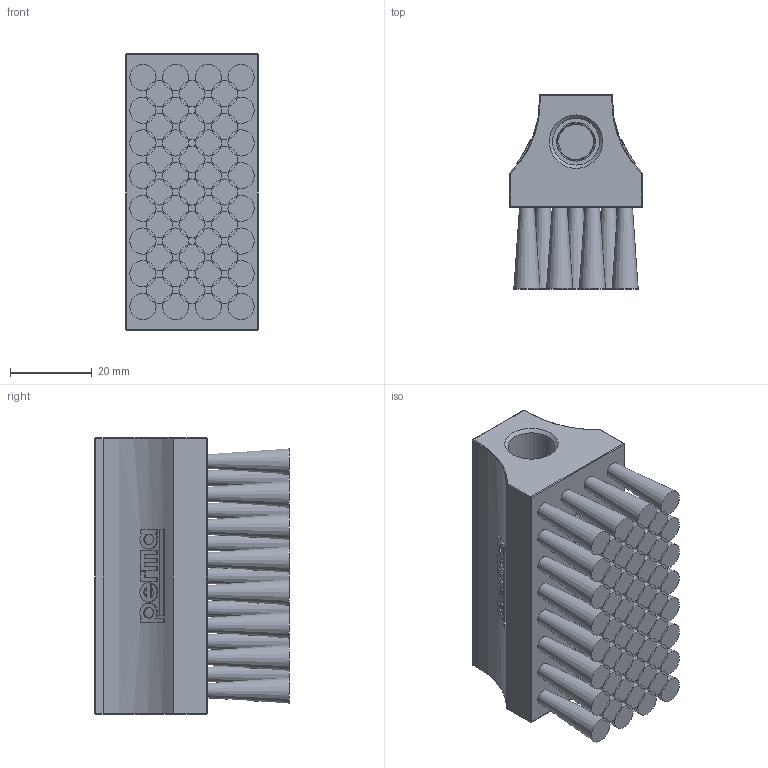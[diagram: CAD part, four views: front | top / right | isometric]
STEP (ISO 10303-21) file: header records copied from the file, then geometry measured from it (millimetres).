
FILE_DESCRIPTION((''),'2;1');
FILE_NAME('Buerste_60x30 G1_4_seitlich_A26001448.stp','2010-04-16T09:43:24',('002164'),(''),'Autodesk Inventor 2010','Autodesk Inventor 2010','');
FILE_SCHEMA(('AUTOMOTIVE_DESIGN { 1 0 10303 214 1 1 1 1 }'));
Length unit declared in the file: millimetre
Products named in the file (3): anbue05d; Grundkörper_60x30_seitliches_Gewinde_neu_bearbeitet; Borste_20mm
Assembly tree (55 placements, depth 2):
  anbue05d
    Grundkörper_60x30_seitliches_Gewinde_neu_bearbeitet
    Borste_20mm  x54
Bounding box: 32.5 x 47.5 x 67.5 mm (x, y, z)
Volume: 63948.2 mm3; surface area: 36474.7 mm2
Topology: 55 solids, 55 shells, 481 faces, 820 edges, 515 vertices
Faces by surface type: plane 239, cylinder 169, cone 55, sphere 8, bspline 6, torus 4
Full cylindrical faces by diameter (mm): 2 x6, 2.644 x4, 3.6 x107
Entity records: 8228 total; most frequent: CARTESIAN_POINT 2295, DIRECTION 1288, ORIENTED_EDGE 940, AXIS2_PLACEMENT_3D 547, EDGE_CURVE 470, EDGE_LOOP 424, VERTEX_POINT 348, FACE_OUTER_BOUND 269
